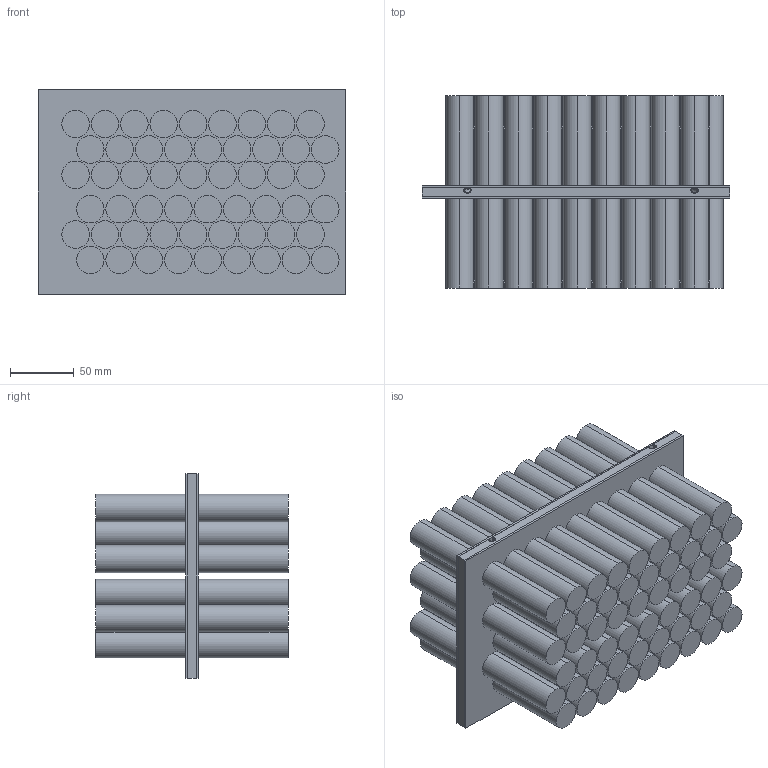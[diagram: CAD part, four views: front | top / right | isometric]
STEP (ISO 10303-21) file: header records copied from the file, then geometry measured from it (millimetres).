
FILE_DESCRIPTION (( 'STEP AP214' ), '1' );
FILE_NAME ('CFDSimAssemblyStep.STEP', '2024-08-12T01:21:28', ( '' ), ( '' ), 'SwSTEP 2.0', 'SolidWorks 2024', '' );
FILE_SCHEMA (( 'AUTOMOTIVE_DESIGN' ));
Length unit declared in the file: millimetre
Products named in the file (4): CellExample; CFDSimAssemblyStep; thermalPad; seriesColdPlate
Assembly tree (111 placements, depth 2):
  CFDSimAssemblyStep
    seriesColdPlate
    thermalPad  x2
    CellExample  x108
Bounding box: 240 x 150.3 x 160 mm (x, y, z)
Volume: 3131275.5 mm3; surface area: 870290.6 mm2
Topology: 112 solids, 112 shells, 619 faces, 1055 edges, 660 vertices
Faces by surface type: plane 295, cylinder 294, torus 30
Entity records: 5928 total; most frequent: DIRECTION 1174, CARTESIAN_POINT 924, ORIENTED_EDGE 802, AXIS2_PLACEMENT_3D 474, EDGE_CURVE 401, LINE 226, VECTOR 226, VERTEX_POINT 224
